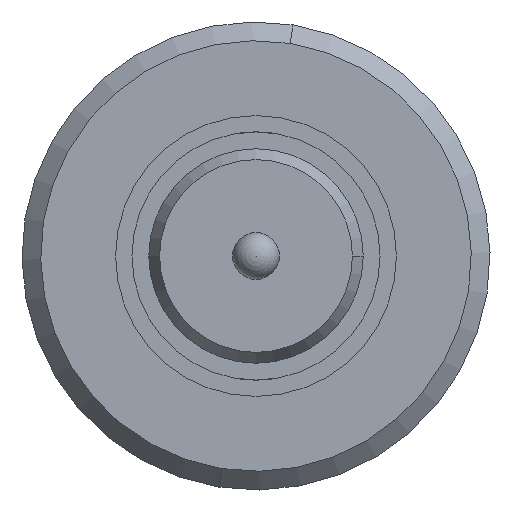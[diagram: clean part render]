
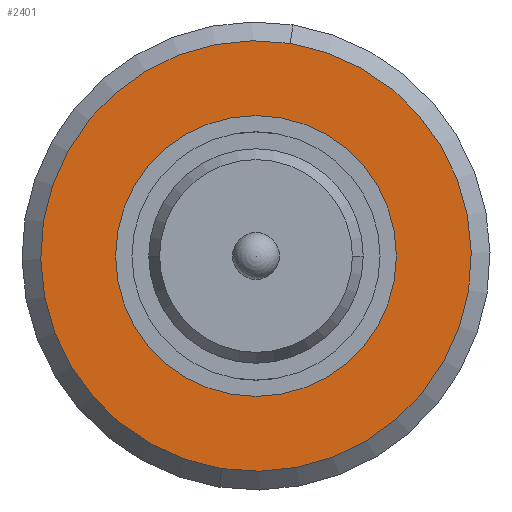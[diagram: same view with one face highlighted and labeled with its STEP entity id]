
A CAD part, front view. The second image highlights one B-rep face of the part: STEP entity #2401.
In plain terms, the highlighted planar face has unit normal (0, -1, 0).
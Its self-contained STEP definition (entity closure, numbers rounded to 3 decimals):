
#96 = AXIS2_PLACEMENT_3D ( 'NONE', #1193, #4812, #818 ) ;
#187 = EDGE_CURVE ( 'Defeature ausgef�hrt1_19+Defeature ausgef�hrt1_20+Defeature ausgef�hrt1_20+Defeature ausgef�hrt1_20', #557, #250, #4184, .T. ) ;
#250 = VERTEX_POINT ( 'NONE', #4381 ) ;
#251 = CIRCLE ( 'NONE', #96, 0.9 ) ;
#367 = ORIENTED_EDGE ( 'NONE', *, *, #920, .T. ) ;
#545 = DIRECTION ( 'NONE',  ( 0., -1., 0. ) ) ;
#557 = VERTEX_POINT ( 'NONE', #4003 ) ;
#756 = EDGE_LOOP ( 'NONE', ( #4563, #3357 ) ) ;
#763 = DIRECTION ( 'NONE',  ( -0.158, 0., -0.987 ) ) ;
#772 = CIRCLE ( 'NONE', #4916, 0.9 ) ;
#818 = DIRECTION ( 'NONE',  ( 0., 0., -1. ) ) ;
#920 = EDGE_CURVE ( 'Defeature ausgef�hrt1_19+Defeature ausgef�hrt1_18+Defeature ausgef�hrt1_18+Defeature ausgef�hrt1_18', #2564, #2210, #251, .T. ) ;
#1140 = PLANE ( 'NONE',  #4764 ) ;
#1193 = CARTESIAN_POINT ( 'NONE',  ( 0., 5.2, 0. ) ) ;
#1310 = CARTESIAN_POINT ( 'NONE',  ( 0., 5.2, 0. ) ) ;
#1393 = CARTESIAN_POINT ( 'NONE',  ( 0., 5.2, 0. ) ) ;
#1457 = AXIS2_PLACEMENT_3D ( 'NONE', #1310, #545, #3336 ) ;
#1623 = CARTESIAN_POINT ( 'NONE',  ( 0., 5.2, -0.9 ) ) ;
#1952 = CARTESIAN_POINT ( 'NONE',  ( 0., 5.2, 0. ) ) ;
#2210 = VERTEX_POINT ( 'NONE', #5228 ) ;
#2401 = ADVANCED_FACE ( 'Defeature ausgef�hrt1_19', ( #3614, #4438 ), #1140, .F. ) ;
#2564 = VERTEX_POINT ( 'NONE', #1623 ) ;
#2602 = CARTESIAN_POINT ( 'NONE',  ( 0., 5.2, 0. ) ) ;
#2868 = EDGE_CURVE ( 'Defeature ausgef�hrt1_19+Defeature ausgef�hrt1_20+Defeature ausgef�hrt1_20+Defeature ausgef�hrt1_20', #250, #557, #3131, .T. ) ;
#3052 = DIRECTION ( 'NONE',  ( 0.158, 0., 0.987 ) ) ;
#3131 = CIRCLE ( 'NONE', #4689, 2.3 ) ;
#3136 = DIRECTION ( 'NONE',  ( 0., 1., 0. ) ) ;
#3336 = DIRECTION ( 'NONE',  ( 0.158, 0., 0.987 ) ) ;
#3357 = ORIENTED_EDGE ( 'NONE', *, *, #2868, .T. ) ;
#3381 = EDGE_CURVE ( 'Defeature ausgef�hrt1_19+Defeature ausgef�hrt1_18+Defeature ausgef�hrt1_18+Defeature ausgef�hrt1_18', #2210, #2564, #772, .T. ) ;
#3420 = DIRECTION ( 'NONE',  ( 0., 1., 0. ) ) ;
#3614 = FACE_BOUND ( 'NONE', #4938, .T. ) ;
#4003 = CARTESIAN_POINT ( 'NONE',  ( -0.364, 5.2, -2.271 ) ) ;
#4184 = CIRCLE ( 'NONE', #1457, 2.3 ) ;
#4381 = CARTESIAN_POINT ( 'NONE',  ( 0.364, 5.2, 2.271 ) ) ;
#4438 = FACE_OUTER_BOUND ( 'NONE', #756, .T. ) ;
#4563 = ORIENTED_EDGE ( 'NONE', *, *, #187, .T. ) ;
#4604 = DIRECTION ( 'NONE',  ( 0., 0., -1. ) ) ;
#4689 = AXIS2_PLACEMENT_3D ( 'NONE', #2602, #5089, #3052 ) ;
#4764 = AXIS2_PLACEMENT_3D ( 'NONE', #1952, #3136, #763 ) ;
#4792 = ORIENTED_EDGE ( 'NONE', *, *, #3381, .T. ) ;
#4812 = DIRECTION ( 'NONE',  ( 0., 1., 0. ) ) ;
#4916 = AXIS2_PLACEMENT_3D ( 'NONE', #1393, #3420, #4604 ) ;
#4938 = EDGE_LOOP ( 'NONE', ( #367, #4792 ) ) ;
#5089 = DIRECTION ( 'NONE',  ( 0., -1., 0. ) ) ;
#5228 = CARTESIAN_POINT ( 'NONE',  ( 0., 5.2, 0.9 ) ) ;
